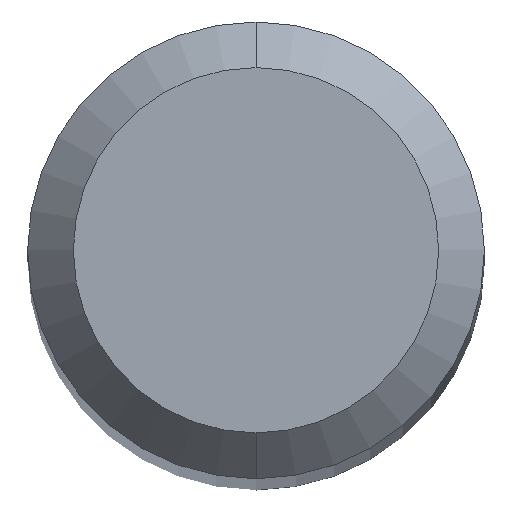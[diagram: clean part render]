
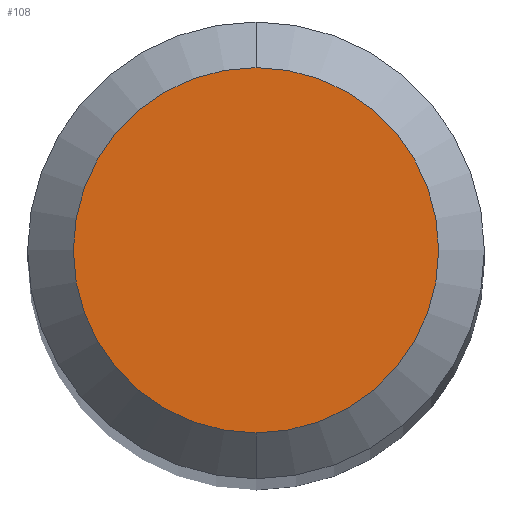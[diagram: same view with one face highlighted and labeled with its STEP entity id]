
A CAD part, top view. The second image highlights one B-rep face of the part: STEP entity #108.
In plain terms, the highlighted planar face has unit normal (0, 0, 1).
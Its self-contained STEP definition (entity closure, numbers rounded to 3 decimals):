
#108=ADVANCED_FACE('',(#277),#278,.T.);
#110=VERTEX_POINT('',#280);
#124=EDGE_CURVE('',#110,#156,#295,.T.);
#134=EDGE_CURVE('',#156,#110,#308,.T.);
#156=VERTEX_POINT('',#331);
#277=FACE_OUTER_BOUND('',#458,.T.);
#278=PLANE('',#459);
#280=CARTESIAN_POINT('',(0.0,1.2,0.0));
#295=CIRCLE('',#482,1.2);
#308=CIRCLE('',#497,1.2);
#331=CARTESIAN_POINT('',(0.,-1.2,0.0));
#458=EDGE_LOOP('',(#673,#674));
#459=AXIS2_PLACEMENT_3D('',#675,#676,#677);
#482=AXIS2_PLACEMENT_3D('',#691,#692,#693);
#497=AXIS2_PLACEMENT_3D('',#721,#722,#723);
#673=ORIENTED_EDGE('',*,*,#124,.F.);
#674=ORIENTED_EDGE('',*,*,#134,.F.);
#675=CARTESIAN_POINT('',(0.0,0.6,0.0));
#676=DIRECTION('',(-0.0,0.0,1.0));
#677=DIRECTION('',(0.0,-1.0,0.0));
#691=CARTESIAN_POINT('',(0.0,0.0,0.0));
#692=DIRECTION('',(0.0,0.0,-1.0));
#693=DIRECTION('',(0.0,1.0,0.0));
#721=CARTESIAN_POINT('',(0.0,0.0,0.0));
#722=DIRECTION('',(0.0,0.0,-1.0));
#723=DIRECTION('',(0.0,1.0,0.0));
